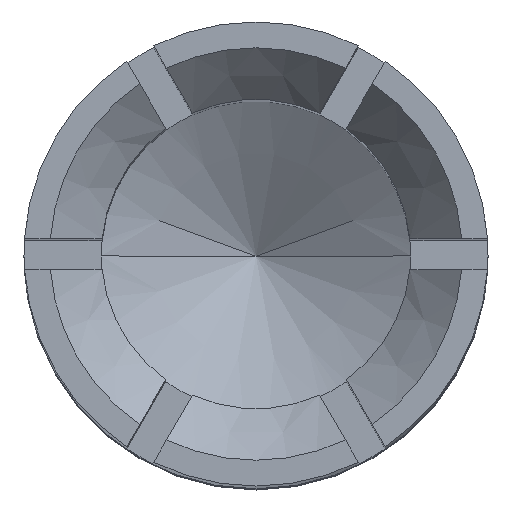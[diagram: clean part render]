
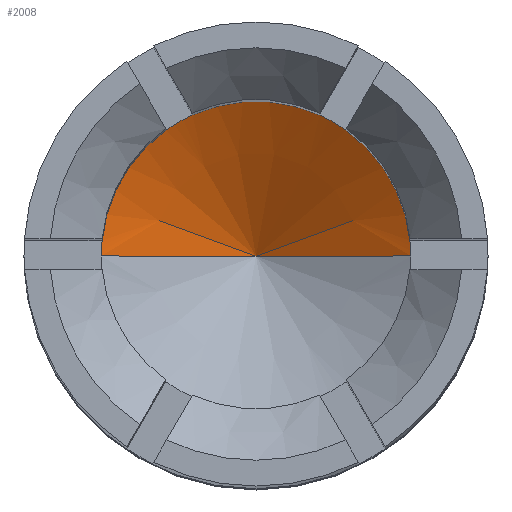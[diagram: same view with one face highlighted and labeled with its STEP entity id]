
A CAD part, top view. The second image highlights one B-rep face of the part: STEP entity #2008.
In plain terms, the highlighted conical face has half-angle 59 degrees and reference radius 1.5 mm.
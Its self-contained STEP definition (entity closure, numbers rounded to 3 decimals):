
#27 = AXIS2_PLACEMENT_3D ( 'NONE', #1700, #1217, #1073 ) ;
#34 = CARTESIAN_POINT ( 'NONE',  ( -0.616, 1.368, 349. ) ) ;
#56 = CARTESIAN_POINT ( 'NONE',  ( 0.876, 1.218, 349. ) ) ;
#90 = AXIS2_PLACEMENT_3D ( 'NONE', #1423, #1747, #1929 ) ;
#122 = AXIS2_PLACEMENT_3D ( 'NONE', #270, #1364, #2000 ) ;
#170 = CARTESIAN_POINT ( 'NONE',  ( -1.5, 0., 349. ) ) ;
#270 = CARTESIAN_POINT ( 'NONE',  ( 0., 0., 349. ) ) ;
#288 = ORIENTED_EDGE ( 'NONE', *, *, #1308, .F. ) ;
#289 = AXIS2_PLACEMENT_3D ( 'NONE', #1266, #1569, #2075 ) ;
#332 = DIRECTION ( 'NONE',  ( -1., 0., 0. ) ) ;
#341 = VERTEX_POINT ( 'NONE', #56 ) ;
#425 = VECTOR ( 'NONE', #1583, 1000. ) ;
#447 = EDGE_CURVE ( 'NONE', #1777, #906, #1372, .T. ) ;
#466 = DIRECTION ( 'NONE',  ( -1., 0., 0. ) ) ;
#490 = EDGE_CURVE ( 'NONE', #1023, #870, #965, .T. ) ;
#499 = CARTESIAN_POINT ( 'NONE',  ( 0., 0., 349. ) ) ;
#511 = EDGE_CURVE ( 'NONE', #1165, #341, #926, .T. ) ;
#558 = CARTESIAN_POINT ( 'NONE',  ( 0.616, 1.368, 349. ) ) ;
#637 = ORIENTED_EDGE ( 'NONE', *, *, #511, .F. ) ;
#686 = VECTOR ( 'NONE', #2022, 1000. ) ;
#704 = AXIS2_PLACEMENT_3D ( 'NONE', #1604, #1741, #1429 ) ;
#733 = CARTESIAN_POINT ( 'NONE',  ( 0., 0., 349. ) ) ;
#801 = CIRCLE ( 'NONE', #704, 1.5 ) ;
#832 = ORIENTED_EDGE ( 'NONE', *, *, #944, .F. ) ;
#840 = CIRCLE ( 'NONE', #1477, 1.5 ) ;
#870 = VERTEX_POINT ( 'NONE', #1241 ) ;
#879 = EDGE_CURVE ( 'NONE', #1451, #1165, #1704, .T. ) ;
#881 = DIRECTION ( 'NONE',  ( 0., 0., 1. ) ) ;
#906 = VERTEX_POINT ( 'NONE', #1407 ) ;
#926 = CIRCLE ( 'NONE', #289, 1.5 ) ;
#936 = ORIENTED_EDGE ( 'NONE', *, *, #879, .F. ) ;
#944 = EDGE_CURVE ( 'NONE', #341, #1023, #840, .T. ) ;
#960 = DIRECTION ( 'NONE',  ( 0., 0., -1. ) ) ;
#965 = CIRCLE ( 'NONE', #90, 1.5 ) ;
#1009 = ORIENTED_EDGE ( 'NONE', *, *, #447, .F. ) ;
#1023 = VERTEX_POINT ( 'NONE', #1452 ) ;
#1073 = DIRECTION ( 'NONE',  ( -1., 0., 0. ) ) ;
#1165 = VERTEX_POINT ( 'NONE', #558 ) ;
#1217 = DIRECTION ( 'NONE',  ( 0., 0., -1. ) ) ;
#1241 = CARTESIAN_POINT ( 'NONE',  ( 1.5, 0., 349. ) ) ;
#1266 = CARTESIAN_POINT ( 'NONE',  ( 0., 0., 349. ) ) ;
#1272 = DIRECTION ( 'NONE',  ( 0., 0., -1. ) ) ;
#1284 = VERTEX_POINT ( 'NONE', #1765 ) ;
#1308 = EDGE_CURVE ( 'NONE', #1793, #1777, #1776, .T. ) ;
#1361 = CONICAL_SURFACE ( 'NONE', #2061, 1.5, 1.03 ) ;
#1364 = DIRECTION ( 'NONE',  ( 0., 0., -1. ) ) ;
#1372 = CIRCLE ( 'NONE', #122, 1.5 ) ;
#1380 = ORIENTED_EDGE ( 'NONE', *, *, #490, .F. ) ;
#1390 = EDGE_CURVE ( 'NONE', #906, #1284, #801, .T. ) ;
#1394 = EDGE_CURVE ( 'NONE', #1284, #1451, #2044, .T. ) ;
#1401 = CARTESIAN_POINT ( 'NONE',  ( 1.5, 0., 349. ) ) ;
#1407 = CARTESIAN_POINT ( 'NONE',  ( -1.492, 0.15, 349. ) ) ;
#1413 = CARTESIAN_POINT ( 'NONE',  ( 0., 0., 348.099 ) ) ;
#1423 = CARTESIAN_POINT ( 'NONE',  ( 0., 0., 349. ) ) ;
#1429 = DIRECTION ( 'NONE',  ( -1., 0., 0. ) ) ;
#1451 = VERTEX_POINT ( 'NONE', #34 ) ;
#1452 = CARTESIAN_POINT ( 'NONE',  ( 1.492, 0.15, 349. ) ) ;
#1477 = AXIS2_PLACEMENT_3D ( 'NONE', #499, #960, #332 ) ;
#1515 = FACE_OUTER_BOUND ( 'NONE', #2086, .T. ) ;
#1555 = DIRECTION ( 'NONE',  ( 1., 0., 0. ) ) ;
#1569 = DIRECTION ( 'NONE',  ( 0., 0., -1. ) ) ;
#1583 = DIRECTION ( 'NONE',  ( -0.857, 0., 0.515 ) ) ;
#1591 = ORIENTED_EDGE ( 'NONE', *, *, #1394, .F. ) ;
#1604 = CARTESIAN_POINT ( 'NONE',  ( 0., 0., 349. ) ) ;
#1614 = ORIENTED_EDGE ( 'NONE', *, *, #1630, .T. ) ;
#1630 = EDGE_CURVE ( 'NONE', #1793, #870, #1885, .T. ) ;
#1700 = CARTESIAN_POINT ( 'NONE',  ( 0., 0., 349. ) ) ;
#1704 = CIRCLE ( 'NONE', #27, 1.5 ) ;
#1741 = DIRECTION ( 'NONE',  ( 0., 0., -1. ) ) ;
#1747 = DIRECTION ( 'NONE',  ( 0., 0., -1. ) ) ;
#1751 = CARTESIAN_POINT ( 'NONE',  ( -1.5, 0., 349. ) ) ;
#1765 = CARTESIAN_POINT ( 'NONE',  ( -0.876, 1.218, 349. ) ) ;
#1776 = LINE ( 'NONE', #1751, #425 ) ;
#1777 = VERTEX_POINT ( 'NONE', #170 ) ;
#1793 = VERTEX_POINT ( 'NONE', #1413 ) ;
#1878 = AXIS2_PLACEMENT_3D ( 'NONE', #2066, #1272, #466 ) ;
#1885 = LINE ( 'NONE', #1401, #686 ) ;
#1929 = DIRECTION ( 'NONE',  ( -1., 0., 0. ) ) ;
#1978 = ORIENTED_EDGE ( 'NONE', *, *, #1390, .F. ) ;
#2000 = DIRECTION ( 'NONE',  ( -1., 0., 0. ) ) ;
#2008 = ADVANCED_FACE ( 'NONE', ( #1515 ), #1361, .F. ) ;
#2022 = DIRECTION ( 'NONE',  ( 0.857, 0., 0.515 ) ) ;
#2044 = CIRCLE ( 'NONE', #1878, 1.5 ) ;
#2061 = AXIS2_PLACEMENT_3D ( 'NONE', #733, #881, #1555 ) ;
#2066 = CARTESIAN_POINT ( 'NONE',  ( 0., 0., 349. ) ) ;
#2075 = DIRECTION ( 'NONE',  ( -1., 0., 0. ) ) ;
#2086 = EDGE_LOOP ( 'NONE', ( #288, #1614, #1380, #832, #637, #936, #1591, #1978, #1009 ) ) ;
